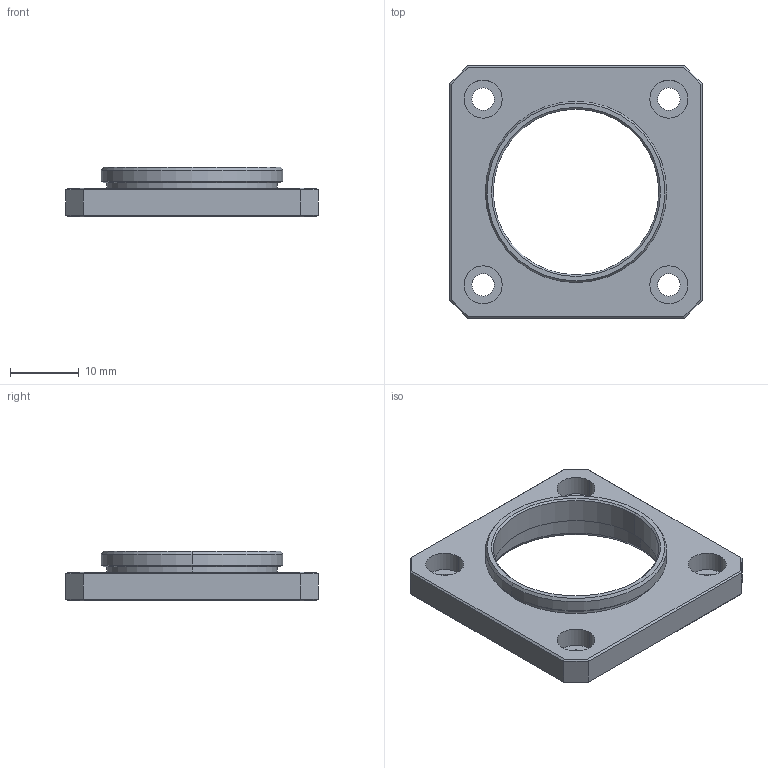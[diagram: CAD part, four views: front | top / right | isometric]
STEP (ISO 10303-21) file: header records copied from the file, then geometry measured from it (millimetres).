
FILE_DESCRIPTION (( 'STEP AP214' ), '1' );
FILE_NAME ('TTN091404-E0W.STEP', '2016-01-27T18:30:48', ( 'admin' ), ( '' ), 'SwSTEP 2.0', 'SolidWorks 2014', '' );
FILE_SCHEMA (( 'AUTOMOTIVE_DESIGN' ));
Length unit declared in the file: millimetre
Products named in the file (1): TTN091404-E0W
Bounding box: 36.58 x 36.58 x 7.24 mm (x, y, z)
Volume: 3215.2 mm3; surface area: 3432.9 mm2
Topology: 1 solids, 1 shells, 286 faces, 744 edges, 488 vertices
Faces by surface type: plane 166, bspline 86, cylinder 26, cone 8
Entity records: 13604 total; most frequent: CARTESIAN_POINT 3929, ORIENTED_EDGE 1488, DIRECTION 1034, EDGE_CURVE 744, LINE 512, VECTOR 512, VERTEX_POINT 488, EDGE_LOOP 324
